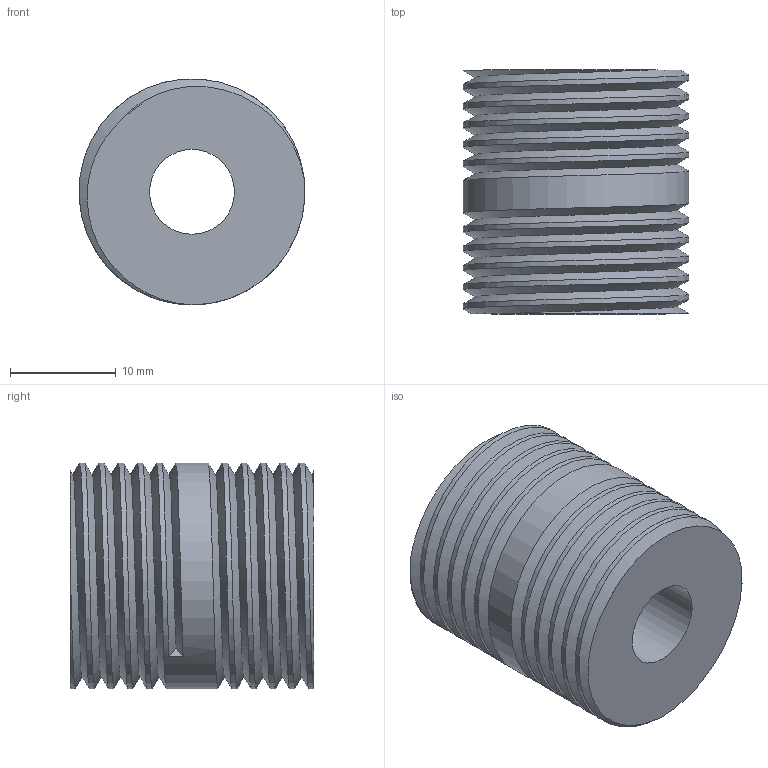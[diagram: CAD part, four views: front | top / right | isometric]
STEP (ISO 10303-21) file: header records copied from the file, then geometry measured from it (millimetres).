
FILE_DESCRIPTION(/* description */ ('Unknown'),/* implementation_level */ '2;1');
FILE_NAME(/* name */ 'N2O_canister_holder',/* time_stamp */ '2021-03-28T11:32:56+01:00',/* author */ ('Unknown'),/* organization */ ('Unknown'),/* preprocessor_version */ 'ST-DEVELOPER v16.7',/* originating_system */ 'DEX',/* authorisation */ $);
FILE_SCHEMA (('AUTOMOTIVE_DESIGN {1 0 10303 214 3 1 1}'));
Length unit declared in the file: millimetre
Products named in the file (1): N2O_canister_holder
Bounding box: 21.32 x 23 x 21.3 mm (x, y, z)
Volume: 6524.8 mm3; surface area: 3557.9 mm2
Topology: 1 solids, 1 shells, 20 faces, 52 edges, 34 vertices
Faces by surface type: cylinder 12, plane 4, bspline 4
Full cylindrical faces by diameter (mm): 8 x1, 21.336 x9
Entity records: 1283 total; most frequent: CARTESIAN_POINT 1072, ORIENTED_EDGE 40, DIRECTION 28, EDGE_CURVE 20, VERTEX_POINT 14, EDGE_LOOP 14, FACE_BOUND 14, AXIS2_PLACEMENT_3D 11
